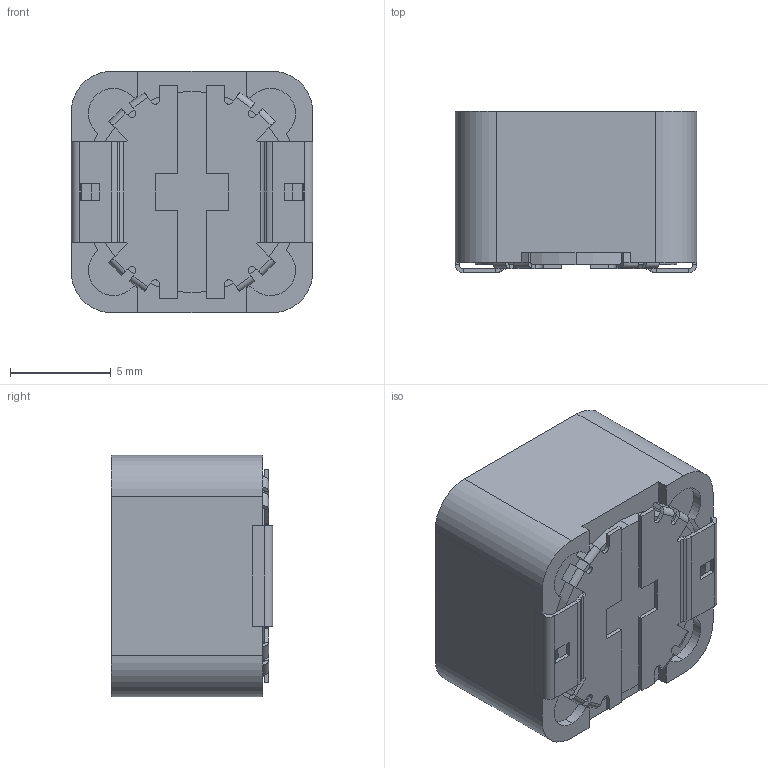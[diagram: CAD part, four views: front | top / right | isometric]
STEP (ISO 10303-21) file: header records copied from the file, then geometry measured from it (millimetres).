
FILE_DESCRIPTION (( 'STEP AP214' ), '1' );
FILE_NAME ('742792901.STEP', '2021-02-23T02:35:20', ( '' ), ( '' ), 'SwSTEP 2.0', 'SolidWorks 2017', '' );
FILE_SCHEMA (( 'AUTOMOTIVE_DESIGN' ));
Length unit declared in the file: millimetre
Products named in the file (1): 742792901
Bounding box: 12 x 8 x 12 mm (x, y, z)
Volume: 1040.5 mm3; surface area: 1136 mm2
Topology: 4 solids, 4 shells, 259 faces, 632 edges, 384 vertices
Faces by surface type: plane 169, cylinder 90
Entity records: 7539 total; most frequent: DIRECTION 1332, CARTESIAN_POINT 1276, ORIENTED_EDGE 1264, EDGE_CURVE 632, LINE 452, VECTOR 452, AXIS2_PLACEMENT_3D 440, VERTEX_POINT 384
